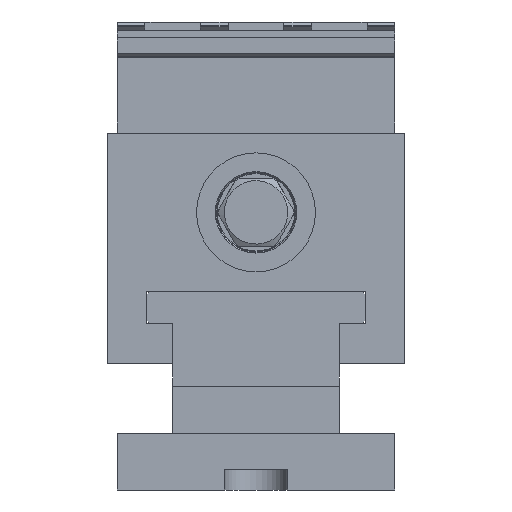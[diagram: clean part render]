
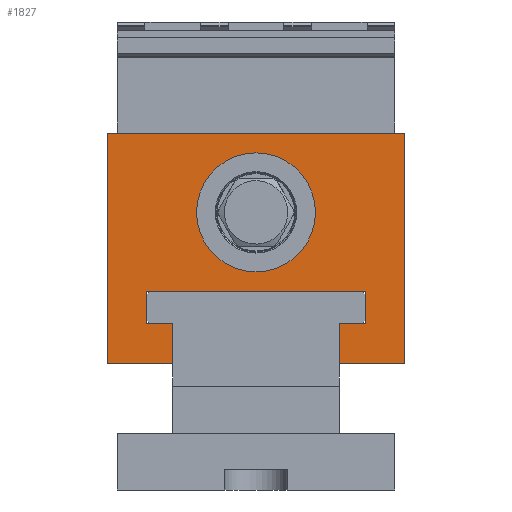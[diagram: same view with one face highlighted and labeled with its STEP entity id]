
A CAD part, left-side view. The second image highlights one B-rep face of the part: STEP entity #1827.
In plain terms, the highlighted planar face has unit normal (-1, 0, 0).
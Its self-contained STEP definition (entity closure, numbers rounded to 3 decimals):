
#550=FACE_BOUND('',#3074,.T.);
#551=FACE_BOUND('',#3075,.T.);
#1356=CIRCLE('',#9423,15.);
#1827=ADVANCED_FACE('',(#550,#551),#2304,.T.);
#2304=PLANE('',#9425);
#3074=EDGE_LOOP('',(#4539));
#3075=EDGE_LOOP('',(#4540,#4541,#4542,#4543,#4544,#4545,#4546,#4547,#4548,
#4549,#4550,#4551));
#4539=ORIENTED_EDGE('',*,*,#7132,.T.);
#4540=ORIENTED_EDGE('',*,*,#7133,.T.);
#4541=ORIENTED_EDGE('',*,*,#7098,.T.);
#4542=ORIENTED_EDGE('',*,*,#7134,.F.);
#4543=ORIENTED_EDGE('',*,*,#7126,.F.);
#4544=ORIENTED_EDGE('',*,*,#7123,.F.);
#4545=ORIENTED_EDGE('',*,*,#7120,.T.);
#4546=ORIENTED_EDGE('',*,*,#7135,.F.);
#4547=ORIENTED_EDGE('',*,*,#7118,.F.);
#4548=ORIENTED_EDGE('',*,*,#7136,.F.);
#4549=ORIENTED_EDGE('',*,*,#7114,.F.);
#4550=ORIENTED_EDGE('',*,*,#7109,.T.);
#4551=ORIENTED_EDGE('',*,*,#7105,.T.);
#6145=VERTEX_POINT('',#13718);
#6146=VERTEX_POINT('',#13720);
#6152=VERTEX_POINT('',#13738);
#6153=VERTEX_POINT('',#13739);
#6156=VERTEX_POINT('',#13747);
#6158=VERTEX_POINT('',#13753);
#6160=VERTEX_POINT('',#13759);
#6163=VERTEX_POINT('',#13764);
#6164=VERTEX_POINT('',#13768);
#6166=VERTEX_POINT('',#13771);
#6168=VERTEX_POINT('',#13777);
#6170=VERTEX_POINT('',#13783);
#6175=VERTEX_POINT('',#13798);
#7098=EDGE_CURVE('',#6146,#6145,#8021,.T.);
#7105=EDGE_CURVE('',#6152,#6153,#8023,.T.);
#7109=EDGE_CURVE('',#6156,#6152,#8027,.T.);
#7114=EDGE_CURVE('',#6156,#6158,#8032,.T.);
#7118=EDGE_CURVE('',#6163,#6160,#8036,.T.);
#7120=EDGE_CURVE('',#6166,#6164,#8038,.T.);
#7123=EDGE_CURVE('',#6166,#6168,#8041,.T.);
#7126=EDGE_CURVE('',#6168,#6170,#8044,.T.);
#7132=EDGE_CURVE('',#6175,#6175,#1356,.T.);
#7133=EDGE_CURVE('',#6153,#6146,#8047,.T.);
#7134=EDGE_CURVE('',#6170,#6145,#8048,.T.);
#7135=EDGE_CURVE('',#6160,#6164,#8049,.T.);
#7136=EDGE_CURVE('',#6158,#6163,#8050,.T.);
#8021=LINE('',#13719,#8669);
#8023=LINE('',#13737,#8671);
#8027=LINE('',#13746,#8675);
#8032=LINE('',#13756,#8680);
#8036=LINE('',#13765,#8684);
#8038=LINE('',#13770,#8686);
#8041=LINE('',#13776,#8689);
#8044=LINE('',#13782,#8692);
#8047=LINE('',#13800,#8695);
#8048=LINE('',#13801,#8696);
#8049=LINE('',#13802,#8697);
#8050=LINE('',#13803,#8698);
#8669=VECTOR('',#11019,1.);
#8671=VECTOR('',#11041,1.);
#8675=VECTOR('',#11047,1.);
#8680=VECTOR('',#11054,1.);
#8684=VECTOR('',#11060,1.);
#8686=VECTOR('',#11064,1.);
#8689=VECTOR('',#11069,1.);
#8692=VECTOR('',#11074,1.);
#8695=VECTOR('',#11095,1.);
#8696=VECTOR('',#11096,1.);
#8697=VECTOR('',#11097,1.);
#8698=VECTOR('',#11098,1.);
#9423=AXIS2_PLACEMENT_3D('',#13797,#11091,#11092);
#9425=AXIS2_PLACEMENT_3D('',#13804,#11099,#11100);
#11019=DIRECTION('',(0.,1.,0.));
#11041=DIRECTION('',(0.,-1.,0.));
#11047=DIRECTION('',(0.,0.,-1.));
#11054=DIRECTION('',(0.,-1.,0.));
#11060=DIRECTION('',(0.,1.,0.));
#11064=DIRECTION('',(0.,1.,0.));
#11069=DIRECTION('',(0.,0.,-1.));
#11074=DIRECTION('',(0.,1.,0.));
#11091=DIRECTION('',(1.,0.,0.));
#11092=DIRECTION('',(0.,0.,-1.));
#11095=DIRECTION('',(0.,0.,1.));
#11096=DIRECTION('',(0.,0.,1.));
#11097=DIRECTION('',(0.,0.,-1.));
#11098=DIRECTION('',(0.,0.,1.));
#11099=DIRECTION('',(-1.,0.,0.));
#11100=DIRECTION('',(0.,0.,1.));
#13718=CARTESIAN_POINT('',(-372.,37.5,-15.5));
#13719=CARTESIAN_POINT('',(-372.,0.,-15.5));
#13720=CARTESIAN_POINT('',(-372.,-37.5,-15.5));
#13737=CARTESIAN_POINT('',(-372.,0.,-73.5));
#13738=CARTESIAN_POINT('',(-372.,-21.,-73.5));
#13739=CARTESIAN_POINT('',(-372.,-37.5,-73.5));
#13746=CARTESIAN_POINT('',(-372.,-21.,-73.5));
#13747=CARTESIAN_POINT('',(-372.,-21.,-63.5));
#13753=CARTESIAN_POINT('',(-372.,-27.5,-63.5));
#13756=CARTESIAN_POINT('',(-372.,-21.,-63.5));
#13759=CARTESIAN_POINT('',(-372.,27.5,-55.5));
#13764=CARTESIAN_POINT('',(-372.,-27.5,-55.5));
#13765=CARTESIAN_POINT('',(-372.,0.,-55.5));
#13768=CARTESIAN_POINT('',(-372.,27.5,-63.5));
#13770=CARTESIAN_POINT('',(-372.,21.,-63.5));
#13771=CARTESIAN_POINT('',(-372.,21.,-63.5));
#13776=CARTESIAN_POINT('',(-372.,21.,-73.5));
#13777=CARTESIAN_POINT('',(-372.,21.,-73.5));
#13782=CARTESIAN_POINT('',(-372.,21.,-73.5));
#13783=CARTESIAN_POINT('',(-372.,37.5,-73.5));
#13797=CARTESIAN_POINT('',(-372.,0.,-35.5));
#13798=CARTESIAN_POINT('',(-372.,0.,-50.5));
#13800=CARTESIAN_POINT('',(-372.,-37.5,-63.5));
#13801=CARTESIAN_POINT('',(-372.,37.5,-63.5));
#13802=CARTESIAN_POINT('',(-372.,27.5,-63.5));
#13803=CARTESIAN_POINT('',(-372.,-27.5,-63.5));
#13804=CARTESIAN_POINT('',(-372.,0.,-63.5));
